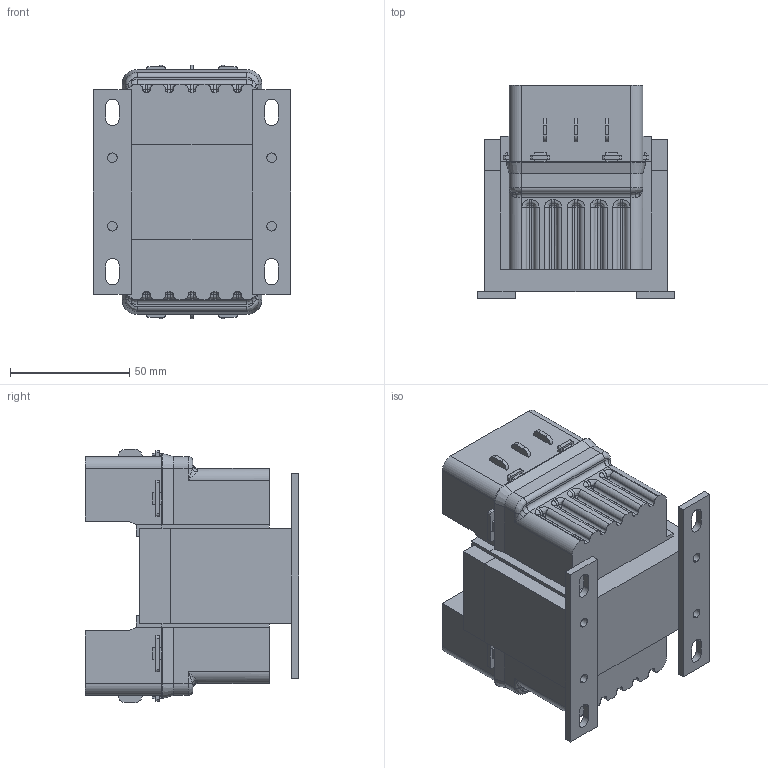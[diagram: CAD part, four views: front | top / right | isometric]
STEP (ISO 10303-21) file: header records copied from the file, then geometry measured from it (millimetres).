
FILE_DESCRIPTION (( 'STEP AP214' ), '1' );
FILE_NAME ('PH100PG.step', '2017-08-15T17:48:09', ( '' ), ( '' ), 'SwSTEP 2.0', 'SolidWorks 2017', '' );
FILE_SCHEMA (( 'AUTOMOTIVE_DESIGN' ));
Length unit declared in the file: inch
Products named in the file (1): PH100PG
Bounding box: 82.55 x 89.25 x 106 mm (x, y, z)
Volume: 433097.3 mm3; surface area: 76881 mm2
Topology: 8 solids, 8 shells, 504 faces, 1298 edges, 796 vertices
Faces by surface type: plane 292, cylinder 148, bspline 60, cone 4
Entity records: 16402 total; most frequent: CARTESIAN_POINT 4340, ORIENTED_EDGE 2548, DIRECTION 2356, EDGE_CURVE 1274, VECTOR 914, LINE 914, VERTEX_POINT 796, AXIS2_PLACEMENT_3D 721
